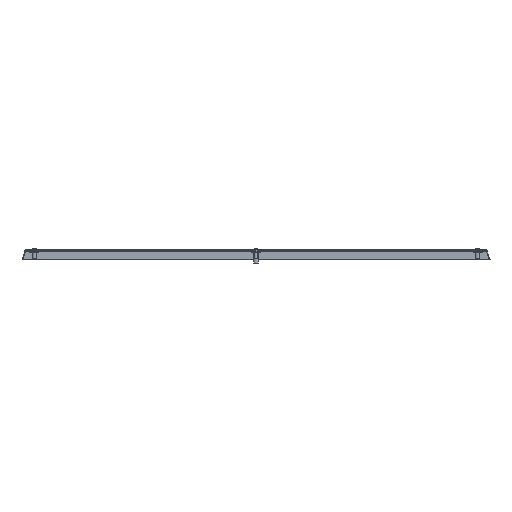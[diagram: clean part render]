
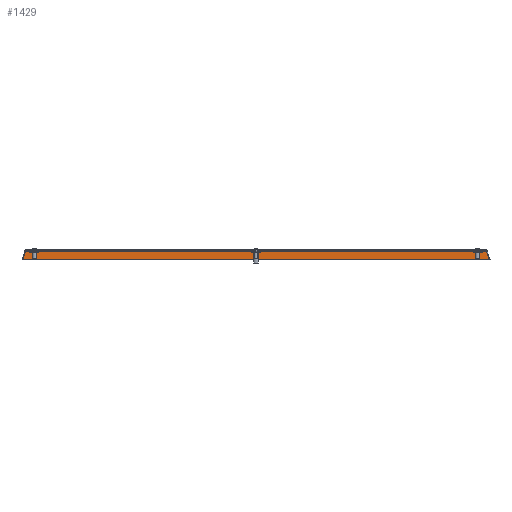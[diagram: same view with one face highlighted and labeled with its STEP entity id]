
A CAD part, front view. The second image highlights one B-rep face of the part: STEP entity #1429.
In plain terms, the highlighted planar face has unit normal (0, -1, 0).
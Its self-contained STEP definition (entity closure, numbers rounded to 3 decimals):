
#135 = CARTESIAN_POINT ( 'NONE',  ( 368.651, 900.4, -1.5 ) ) ;
#556 = DIRECTION ( 'NONE',  ( -1., 0., 0. ) ) ;
#789 = CARTESIAN_POINT ( 'NONE',  ( 0., 900.4, -1.5 ) ) ;
#837 = VECTOR ( 'NONE', #556, 1000. ) ;
#927 = ORIENTED_EDGE ( 'NONE', *, *, #5674, .F. ) ;
#1367 = DIRECTION ( 'NONE',  ( 0.309, 0., -0.951 ) ) ;
#1429 = ADVANCED_FACE ( 'NONE', ( #3996 ), #7413, .F. ) ;
#1650 = VECTOR ( 'NONE', #4016, 1000. ) ;
#1876 = VERTEX_POINT ( 'NONE', #7383 ) ;
#2005 = ORIENTED_EDGE ( 'NONE', *, *, #4012, .T. ) ;
#2227 = CARTESIAN_POINT ( 'NONE',  ( 373.363, 900.4, -16. ) ) ;
#2734 = EDGE_LOOP ( 'NONE', ( #5260, #927, #2005, #6228 ) ) ;
#3006 = LINE ( 'NONE', #4211, #837 ) ;
#3579 = LINE ( 'NONE', #7615, #1650 ) ;
#3754 = VERTEX_POINT ( 'NONE', #6840 ) ;
#3915 = EDGE_CURVE ( 'NONE', #3754, #1876, #3579, .T. ) ;
#3996 = FACE_OUTER_BOUND ( 'NONE', #2734, .T. ) ;
#4012 = EDGE_CURVE ( 'NONE', #6334, #1876, #6007, .T. ) ;
#4016 = DIRECTION ( 'NONE',  ( 0.309, 0., 0.951 ) ) ;
#4211 = CARTESIAN_POINT ( 'NONE',  ( 0., 900.4, -16. ) ) ;
#4284 = AXIS2_PLACEMENT_3D ( 'NONE', #5125, #5612, #6867 ) ;
#5125 = CARTESIAN_POINT ( 'NONE',  ( -374.94, 900.4, -16. ) ) ;
#5260 = ORIENTED_EDGE ( 'NONE', *, *, #5568, .F. ) ;
#5568 = EDGE_CURVE ( 'NONE', #6854, #3754, #3006, .T. ) ;
#5612 = DIRECTION ( 'NONE',  ( 0., 1., 0. ) ) ;
#5674 = EDGE_CURVE ( 'NONE', #6334, #6854, #7302, .T. ) ;
#6007 = LINE ( 'NONE', #789, #6235 ) ;
#6228 = ORIENTED_EDGE ( 'NONE', *, *, #3915, .F. ) ;
#6235 = VECTOR ( 'NONE', #6641, 1000. ) ;
#6334 = VERTEX_POINT ( 'NONE', #135 ) ;
#6635 = CARTESIAN_POINT ( 'NONE',  ( 301.906, 900.4, 203.921 ) ) ;
#6641 = DIRECTION ( 'NONE',  ( -1., 0., 0. ) ) ;
#6840 = CARTESIAN_POINT ( 'NONE',  ( -373.363, 900.4, -16. ) ) ;
#6854 = VERTEX_POINT ( 'NONE', #2227 ) ;
#6867 = DIRECTION ( 'NONE',  ( 0., 0., 1. ) ) ;
#7151 = VECTOR ( 'NONE', #1367, 1000. ) ;
#7302 = LINE ( 'NONE', #6635, #7151 ) ;
#7383 = CARTESIAN_POINT ( 'NONE',  ( -368.651, 900.4, -1.5 ) ) ;
#7413 = PLANE ( 'NONE',  #4284 ) ;
#7615 = CARTESIAN_POINT ( 'NONE',  ( -373.513, 900.4, -16.464 ) ) ;
